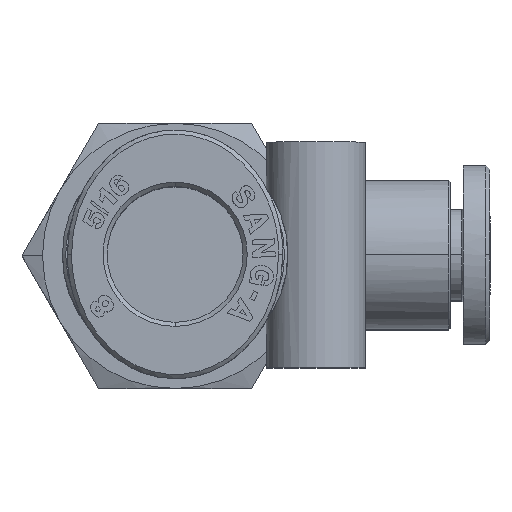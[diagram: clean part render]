
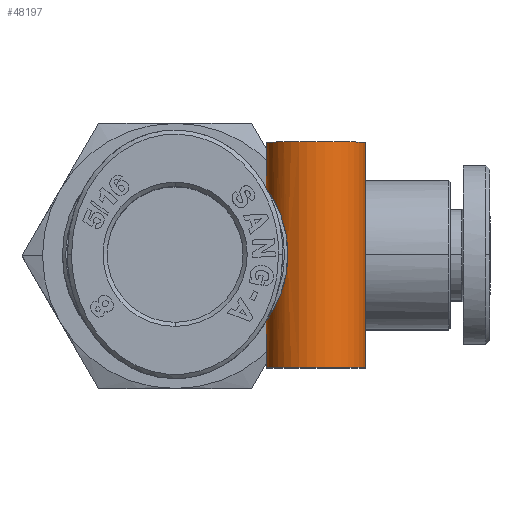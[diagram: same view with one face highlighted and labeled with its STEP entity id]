
A CAD part, top view. The second image highlights one B-rep face of the part: STEP entity #48197.
In plain terms, the highlighted cylindrical face has radius 3 mm (diameter 6 mm), a partial arc.
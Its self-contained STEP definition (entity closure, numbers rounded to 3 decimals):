
#482 = DIRECTION ( 'NONE',  ( 0., 0., 1. ) ) ;
#1863 = CARTESIAN_POINT ( 'NONE',  ( -9.93, 3.99, 5.457 ) ) ;
#2439 = CARTESIAN_POINT ( 'NONE',  ( -12.172, 0., 6.75 ) ) ;
#4119 = LINE ( 'NONE', #36400, #27945 ) ;
#6366 = CARTESIAN_POINT ( 'NONE',  ( -12.172, 0., 6.75 ) ) ;
#7110 = CARTESIAN_POINT ( 'NONE',  ( -11.994, -1.787, 6.515 ) ) ;
#7287 = ORIENTED_EDGE ( 'NONE', *, *, #10564, .F. ) ;
#7308 = CARTESIAN_POINT ( 'NONE',  ( -11.526, -2.98, 6.065 ) ) ;
#7495 = EDGE_CURVE ( 'NONE', #52813, #18621, #13460, .T. ) ;
#7867 = LINE ( 'NONE', #56167, #42261 ) ;
#10564 = EDGE_CURVE ( 'NONE', #29652, #52813, #46406, .T. ) ;
#10690 = CARTESIAN_POINT ( 'NONE',  ( -12.172, 0.457, 6.75 ) ) ;
#10877 = CARTESIAN_POINT ( 'NONE',  ( -9.814, 3.999, 5.45 ) ) ;
#11057 = CARTESIAN_POINT ( 'NONE',  ( -11.994, 1.788, 6.514 ) ) ;
#11430 = CARTESIAN_POINT ( 'NONE',  ( -9.928, -3.99, 5.457 ) ) ;
#11623 = CARTESIAN_POINT ( 'NONE',  ( -12.132, -0.907, 6.693 ) ) ;
#11990 = CARTESIAN_POINT ( 'NONE',  ( -11.272, -3.315, 5.89 ) ) ;
#12501 = CARTESIAN_POINT ( 'NONE',  ( -9.7, -6.8, 11.45 ) ) ;
#13460 = LINE ( 'NONE', #32894, #38682 ) ;
#14633 = EDGE_LOOP ( 'NONE', ( #52700, #47551, #39416, #49469, #48386, #7287, #30161 ) ) ;
#15203 = CARTESIAN_POINT ( 'NONE',  ( -11.631, 2.798, 6.151 ) ) ;
#15398 = CARTESIAN_POINT ( 'NONE',  ( -10.776, 3.721, 5.643 ) ) ;
#15959 = CARTESIAN_POINT ( 'NONE',  ( -11.879, 2.207, 6.386 ) ) ;
#16142 = DIRECTION ( 'NONE',  ( 0., 1., 0. ) ) ;
#16335 = CARTESIAN_POINT ( 'NONE',  ( -11.122, -3.467, 5.802 ) ) ;
#16516 = CARTESIAN_POINT ( 'NONE',  ( -9.815, -3.999, 5.45 ) ) ;
#17227 = DIRECTION ( 'NONE',  ( 0., -1., 0. ) ) ;
#18621 = VERTEX_POINT ( 'NONE', #28165 ) ;
#18776 = CIRCLE ( 'NONE', #38632, 3. ) ;
#18940 = VERTEX_POINT ( 'NONE', #38291 ) ;
#19696 = CARTESIAN_POINT ( 'NONE',  ( -11.12, 3.469, 5.801 ) ) ;
#20075 = CARTESIAN_POINT ( 'NONE',  ( -10.154, 3.954, 5.482 ) ) ;
#20264 = CARTESIAN_POINT ( 'NONE',  ( -12.039, 1.57, 6.57 ) ) ;
#20382 = CARTESIAN_POINT ( 'NONE',  ( -9.7, 6.8, 8.45 ) ) ;
#21004 = DIRECTION ( 'NONE',  ( 0., 0., 1. ) ) ;
#22817 = CARTESIAN_POINT ( 'NONE',  ( -9.7, -6.8, 8.45 ) ) ;
#24772 = CARTESIAN_POINT ( 'NONE',  ( -12.038, -1.572, 6.57 ) ) ;
#26041 = CIRCLE ( 'NONE', #50645, 3. ) ;
#27317 = DIRECTION ( 'NONE',  ( 0., 1., 0. ) ) ;
#27945 = VECTOR ( 'NONE', #32463, 1000. ) ;
#28078 = VERTEX_POINT ( 'NONE', #29315 ) ;
#28165 = CARTESIAN_POINT ( 'NONE',  ( -9.7, 6.8, 5.45 ) ) ;
#29240 = CARTESIAN_POINT ( 'NONE',  ( -12.172, -0.228, 6.75 ) ) ;
#29300 = EDGE_CURVE ( 'NONE', #18940, #18621, #26041, .T. ) ;
#29315 = CARTESIAN_POINT ( 'NONE',  ( -9.7, -6.8, 5.45 ) ) ;
#29443 = CARTESIAN_POINT ( 'NONE',  ( -10.151, -3.954, 5.482 ) ) ;
#29602 = AXIS2_PLACEMENT_3D ( 'NONE', #56780, #16142, #21004 ) ;
#29617 = CARTESIAN_POINT ( 'NONE',  ( -10.777, -3.721, 5.644 ) ) ;
#29652 = VERTEX_POINT ( 'NONE', #51922 ) ;
#29949 = CARTESIAN_POINT ( 'NONE',  ( -9.7, -3.999, 5.45 ) ) ;
#30001 = CARTESIAN_POINT ( 'NONE',  ( -9.7, -3.999, 5.45 ) ) ;
#30161 = ORIENTED_EDGE ( 'NONE', *, *, #56582, .F. ) ;
#32069 = CYLINDRICAL_SURFACE ( 'NONE', #29602, 3. ) ;
#32463 = DIRECTION ( 'NONE',  ( 0., 1., 0. ) ) ;
#32894 = CARTESIAN_POINT ( 'NONE',  ( -9.7, 0., 5.45 ) ) ;
#33271 = DIRECTION ( 'NONE',  ( 0., 1., 0. ) ) ;
#33487 = FACE_OUTER_BOUND ( 'NONE', #14633, .T. ) ;
#35771 = VERTEX_POINT ( 'NONE', #12501 ) ;
#36400 = CARTESIAN_POINT ( 'NONE',  ( -9.7, 0., 5.45 ) ) ;
#36944 = EDGE_CURVE ( 'NONE', #35771, #18940, #7867, .T. ) ;
#37692 = CARTESIAN_POINT ( 'NONE',  ( -10.578, 3.824, 5.573 ) ) ;
#38291 = CARTESIAN_POINT ( 'NONE',  ( -9.7, 6.8, 11.45 ) ) ;
#38632 = AXIS2_PLACEMENT_3D ( 'NONE', #22817, #27317, #482 ) ;
#38646 = CARTESIAN_POINT ( 'NONE',  ( -11.631, -2.798, 6.151 ) ) ;
#38682 = VECTOR ( 'NONE', #33271, 1000. ) ;
#38841 = CARTESIAN_POINT ( 'NONE',  ( -10.581, -3.823, 5.574 ) ) ;
#39416 = ORIENTED_EDGE ( 'NONE', *, *, #36944, .T. ) ;
#39954 = DIRECTION ( 'NONE',  ( 0., 0., 1. ) ) ;
#42045 = CARTESIAN_POINT ( 'NONE',  ( -12.142, 0.907, 6.704 ) ) ;
#42238 = CARTESIAN_POINT ( 'NONE',  ( -11.808, 2.409, 6.312 ) ) ;
#42261 = VECTOR ( 'NONE', #47309, 1000. ) ;
#42987 = CARTESIAN_POINT ( 'NONE',  ( -12.164, -0.456, 6.739 ) ) ;
#43387 = CARTESIAN_POINT ( 'NONE',  ( -11.808, -2.41, 6.312 ) ) ;
#46406 = B_SPLINE_CURVE_WITH_KNOTS ( 'NONE', 3,
 ( #6366, #10690, #42045, #20264, #11057, #15959, #42238, #15203, #46572, #46970, #19696, #15398, #37692, #51102, #20075, #1863, #10877, #51685 ),
 .UNSPECIFIED., .F., .F.,
 ( 4, 2, 2, 2, 2, 2, 2, 2, 4 ),
 ( 0.009, 0.01, 0.011, 0.012, 0.012, 0.013, 0.014, 0.014, 0.015 ),
 .UNSPECIFIED. ) ;
#46572 = CARTESIAN_POINT ( 'NONE',  ( -11.525, 2.982, 6.064 ) ) ;
#46970 = CARTESIAN_POINT ( 'NONE',  ( -11.271, 3.316, 5.89 ) ) ;
#47309 = DIRECTION ( 'NONE',  ( 0., 1., 0. ) ) ;
#47551 = ORIENTED_EDGE ( 'NONE', *, *, #48028, .T. ) ;
#47573 = CARTESIAN_POINT ( 'NONE',  ( -9.7, 3.999, 5.45 ) ) ;
#47726 = CARTESIAN_POINT ( 'NONE',  ( -10.262, -3.928, 5.501 ) ) ;
#47918 = CARTESIAN_POINT ( 'NONE',  ( -11.879, -2.205, 6.386 ) ) ;
#48028 = EDGE_CURVE ( 'NONE', #28078, #35771, #18776, .T. ) ;
#48197 = ADVANCED_FACE ( 'NONE', ( #33487 ), #32069, .T. ) ;
#48386 = ORIENTED_EDGE ( 'NONE', *, *, #7495, .F. ) ;
#49469 = ORIENTED_EDGE ( 'NONE', *, *, #29300, .T. ) ;
#50228 = VERTEX_POINT ( 'NONE', #29949 ) ;
#50645 = AXIS2_PLACEMENT_3D ( 'NONE', #20382, #17227, #39954 ) ;
#51102 = CARTESIAN_POINT ( 'NONE',  ( -10.262, 3.928, 5.501 ) ) ;
#51685 = CARTESIAN_POINT ( 'NONE',  ( -9.7, 3.999, 5.45 ) ) ;
#51922 = CARTESIAN_POINT ( 'NONE',  ( -12.172, 0., 6.75 ) ) ;
#52700 = ORIENTED_EDGE ( 'NONE', *, *, #54600, .F. ) ;
#52813 = VERTEX_POINT ( 'NONE', #47573 ) ;
#54600 = EDGE_CURVE ( 'NONE', #28078, #50228, #4119, .T. ) ;
#56167 = CARTESIAN_POINT ( 'NONE',  ( -9.7, 0., 11.45 ) ) ;
#56217 = CARTESIAN_POINT ( 'NONE',  ( -12.107, -1.132, 6.659 ) ) ;
#56509 = B_SPLINE_CURVE_WITH_KNOTS ( 'NONE', 3,
 ( #30001, #16516, #11430, #29443, #47726, #38841, #29617, #16335, #11990, #7308, #38646, #43387, #47918, #7110, #24772, #56217, #11623, #42987, #29240, #2439 ),
 .UNSPECIFIED., .F., .F.,
 ( 4, 2, 2, 2, 2, 2, 2, 2, 2, 4 ),
 ( 0.004, 0.004, 0.004, 0.005, 0.006, 0.006, 0.007, 0.008, 0.008, 0.009 ),
 .UNSPECIFIED. ) ;
#56582 = EDGE_CURVE ( 'NONE', #50228, #29652, #56509, .T. ) ;
#56780 = CARTESIAN_POINT ( 'NONE',  ( -9.7, 0., 8.45 ) ) ;
